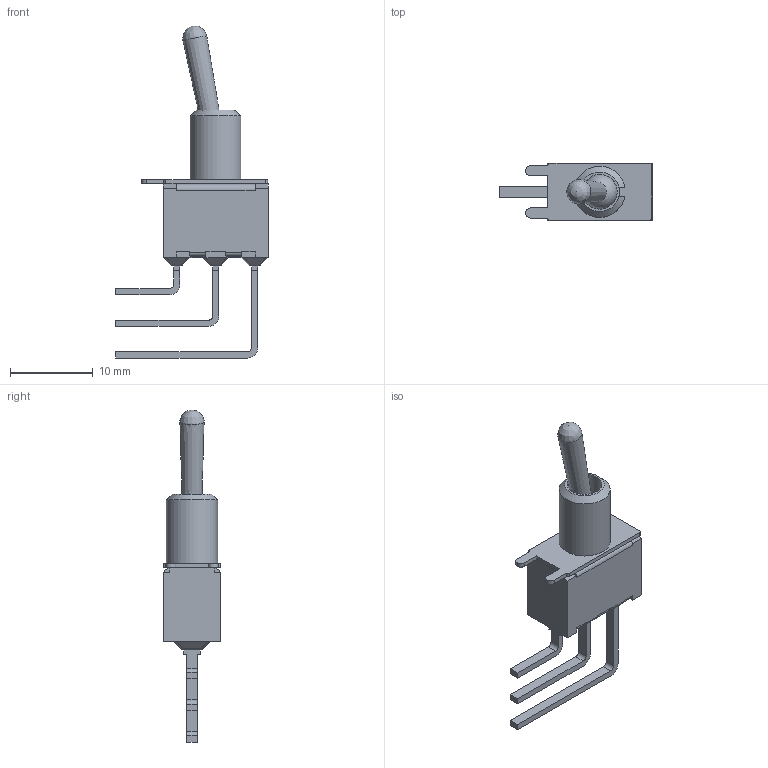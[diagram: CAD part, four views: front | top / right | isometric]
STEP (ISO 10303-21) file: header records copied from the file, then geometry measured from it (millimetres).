
FILE_DESCRIPTION((' '),'2;1');
FILE_NAME('100SPxT1B2M7xE.stp','2017-08-01T13:02:42',(' '),(' '),' ','ACIS',' ');
FILE_SCHEMA(('CONFIG_CONTROL_DESIGN'));
Length unit declared in the file: inch
Products named in the file (1): 100SPxT1B2M7xE.stp
Bounding box: 18.42 x 6.86 x 40.04 mm (x, y, z)
Volume: 1122 mm3; surface area: 1329.9 mm2
Topology: 1 solids, 3 shells, 227 faces, 580 edges, 362 vertices
Faces by surface type: plane 161, cylinder 48, sphere 14, cone 3, bspline 1
Full cylindrical faces by diameter (mm): 1.65 x1, 4.2 x2
Entity records: 6851 total; most frequent: CARTESIAN_POINT 1246, ORIENTED_EDGE 1136, DIRECTION 1132, EDGE_CURVE 568, VECTOR 444, LINE 444, VERTEX_POINT 359, AXIS2_PLACEMENT_3D 344
